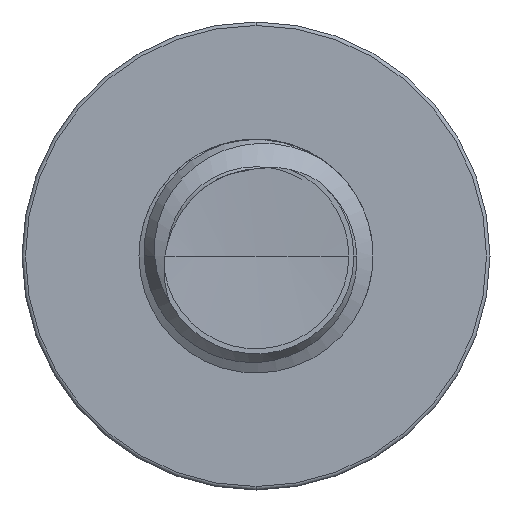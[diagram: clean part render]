
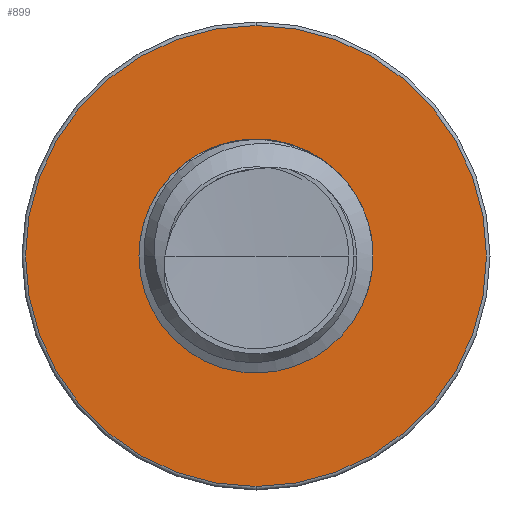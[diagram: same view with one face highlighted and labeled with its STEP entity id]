
A CAD part, front view. The second image highlights one B-rep face of the part: STEP entity #899.
In plain terms, the highlighted planar face has unit normal (0, -1, 0).
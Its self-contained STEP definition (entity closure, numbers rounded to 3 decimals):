
#23 = EDGE_LOOP ( 'NONE', ( #9819, #4472 ) ) ;
#111 = CARTESIAN_POINT ( 'NONE',  ( 0., 2.25, -1.576 ) ) ;
#551 = EDGE_CURVE ( 'NONE', #2943, #14046, #11087, .T. ) ;
#899 = ADVANCED_FACE ( 'NONE', ( #4310, #7331 ), #3380, .T. ) ;
#944 = AXIS2_PLACEMENT_3D ( 'NONE', #10042, #3170, #11188 ) ;
#1327 = CARTESIAN_POINT ( 'NONE',  ( 0., 2.25, 0. ) ) ;
#1427 = AXIS2_PLACEMENT_3D ( 'NONE', #1327, #9391, #2472 ) ;
#2472 = DIRECTION ( 'NONE',  ( 0., 0., -1. ) ) ;
#2680 = EDGE_CURVE ( 'NONE', #4567, #6398, #13052, .T. ) ;
#2943 = VERTEX_POINT ( 'NONE', #111 ) ;
#3170 = DIRECTION ( 'NONE',  ( 0., -1., 0. ) ) ;
#3245 = AXIS2_PLACEMENT_3D ( 'NONE', #14613, #13889, #13858 ) ;
#3348 = DIRECTION ( 'NONE',  ( 0., 0., -1. ) ) ;
#3365 = DIRECTION ( 'NONE',  ( 0., -1., 0. ) ) ;
#3380 = PLANE ( 'NONE',  #14765 ) ;
#3513 = CARTESIAN_POINT ( 'NONE',  ( 0., 2.25, 0.786 ) ) ;
#4310 = FACE_OUTER_BOUND ( 'NONE', #23, .T. ) ;
#4472 = ORIENTED_EDGE ( 'NONE', *, *, #13263, .T. ) ;
#4567 = VERTEX_POINT ( 'NONE', #6837 ) ;
#4677 = ORIENTED_EDGE ( 'NONE', *, *, #2680, .F. ) ;
#6398 = VERTEX_POINT ( 'NONE', #7753 ) ;
#6585 = CARTESIAN_POINT ( 'NONE',  ( 0., 2.25, 1.576 ) ) ;
#6837 = CARTESIAN_POINT ( 'NONE',  ( 0., 2.25, -0.786 ) ) ;
#6875 = CARTESIAN_POINT ( 'NONE',  ( 0., 2.25, 0. ) ) ;
#7010 = EDGE_LOOP ( 'NONE', ( #4677, #14140 ) ) ;
#7331 = FACE_BOUND ( 'NONE', #7010, .T. ) ;
#7753 = CARTESIAN_POINT ( 'NONE',  ( 0., 2.25, 0.786 ) ) ;
#8041 = DIRECTION ( 'NONE',  ( 0., 0., -1. ) ) ;
#9391 = DIRECTION ( 'NONE',  ( 0., -1., 0. ) ) ;
#9819 = ORIENTED_EDGE ( 'NONE', *, *, #551, .T. ) ;
#10042 = CARTESIAN_POINT ( 'NONE',  ( 0., 2.25, 0. ) ) ;
#11087 = CIRCLE ( 'NONE', #3245, 1.576 ) ;
#11188 = DIRECTION ( 'NONE',  ( 0., 0., -1. ) ) ;
#12087 = AXIS2_PLACEMENT_3D ( 'NONE', #6875, #14869, #8041 ) ;
#12936 = EDGE_CURVE ( 'NONE', #6398, #4567, #13442, .T. ) ;
#13052 = CIRCLE ( 'NONE', #12087, 0.786 ) ;
#13263 = EDGE_CURVE ( 'NONE', #14046, #2943, #14717, .T. ) ;
#13442 = CIRCLE ( 'NONE', #944, 0.786 ) ;
#13858 = DIRECTION ( 'NONE',  ( 0., 0., -1. ) ) ;
#13889 = DIRECTION ( 'NONE',  ( 0., -1., 0. ) ) ;
#14046 = VERTEX_POINT ( 'NONE', #6585 ) ;
#14140 = ORIENTED_EDGE ( 'NONE', *, *, #12936, .F. ) ;
#14613 = CARTESIAN_POINT ( 'NONE',  ( 0., 2.25, 0. ) ) ;
#14717 = CIRCLE ( 'NONE', #1427, 1.576 ) ;
#14765 = AXIS2_PLACEMENT_3D ( 'NONE', #3513, #3365, #3348 ) ;
#14869 = DIRECTION ( 'NONE',  ( 0., -1., 0. ) ) ;
